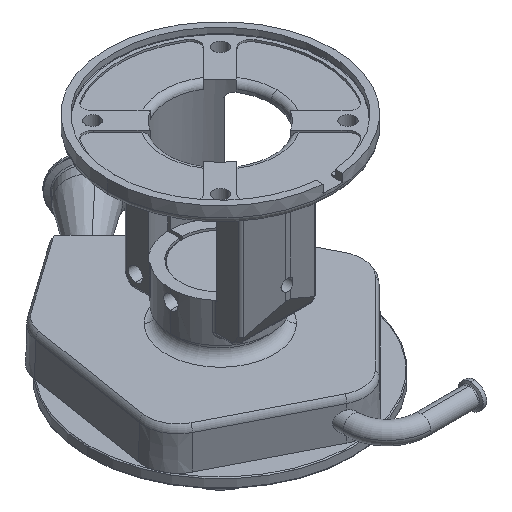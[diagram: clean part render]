
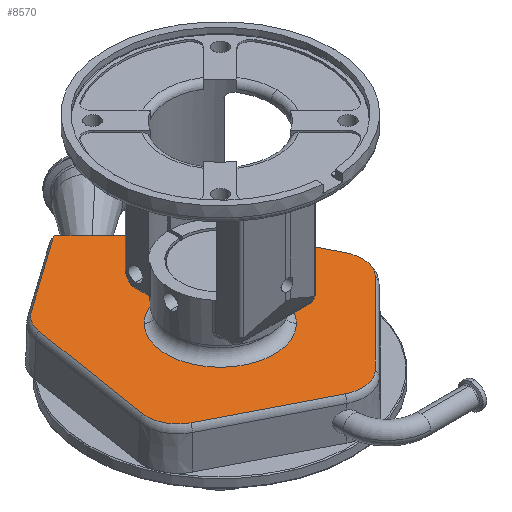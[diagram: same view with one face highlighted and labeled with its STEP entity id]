
A CAD part, isometric view. The second image highlights one B-rep face of the part: STEP entity #8570.
In plain terms, the highlighted planar face has unit normal (0, 0, 1).
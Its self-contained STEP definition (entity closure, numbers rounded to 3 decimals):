
#121 = VERTEX_POINT ( 'NONE', #2122 ) ;
#141 = CIRCLE ( 'NONE', #8497, 31.169 ) ;
#305 = CARTESIAN_POINT ( 'NONE',  ( 123.744, 123.744, -189. ) ) ;
#307 = VERTEX_POINT ( 'NONE', #363 ) ;
#363 = CARTESIAN_POINT ( 'NONE',  ( -119.44, -40.293, -189. ) ) ;
#419 = CARTESIAN_POINT ( 'NONE',  ( 12.046, -145.874, -189. ) ) ;
#651 = VERTEX_POINT ( 'NONE', #10239 ) ;
#654 = CARTESIAN_POINT ( 'NONE',  ( 52.073, 128.519, -189. ) ) ;
#958 = LINE ( 'NONE', #1964, #13373 ) ;
#1054 = ORIENTED_EDGE ( 'NONE', *, *, #10149, .F. ) ;
#1213 = CARTESIAN_POINT ( 'NONE',  ( 1.415, -126.047, -189. ) ) ;
#1400 = VERTEX_POINT ( 'NONE', #1213 ) ;
#1655 = VECTOR ( 'NONE', #13539, 1000. ) ;
#1863 = CIRCLE ( 'NONE', #9769, 55. ) ;
#1947 = DIRECTION ( 'NONE',  ( 0.707, -0.707, 0. ) ) ;
#1964 = CARTESIAN_POINT ( 'NONE',  ( -102.806, -72.944, -189. ) ) ;
#1978 = CARTESIAN_POINT ( 'NONE',  ( 38.891, -38.891, -189. ) ) ;
#2039 = VERTEX_POINT ( 'NONE', #1978 ) ;
#2041 = DIRECTION ( 'NONE',  ( 0., 0., -1. ) ) ;
#2072 = DIRECTION ( 'NONE',  ( 0., 0., 1. ) ) ;
#2122 = CARTESIAN_POINT ( 'NONE',  ( -10.264, 160.332, -189. ) ) ;
#2259 = DIRECTION ( 'NONE',  ( 0., 0., -1. ) ) ;
#2318 = CARTESIAN_POINT ( 'NONE',  ( -99.486, 85.602, -189. ) ) ;
#2351 = DIRECTION ( 'NONE',  ( 0., 0., 1. ) ) ;
#2456 = DIRECTION ( 'NONE',  ( 0.707, -0.707, 0. ) ) ;
#2616 = CARTESIAN_POINT ( 'NONE',  ( 100.078, 50.054, -189. ) ) ;
#2743 = LINE ( 'NONE', #419, #5049 ) ;
#2799 = VECTOR ( 'NONE', #5798, 1000. ) ;
#2828 = LINE ( 'NONE', #5936, #13904 ) ;
#2916 = CARTESIAN_POINT ( 'NONE',  ( -6.135, 154.505, -189. ) ) ;
#2948 = ORIENTED_EDGE ( 'NONE', *, *, #7105, .F. ) ;
#3028 = CARTESIAN_POINT ( 'NONE',  ( 98.275, -15.565, -189. ) ) ;
#3138 = CARTESIAN_POINT ( 'NONE',  ( -68.701, 80.723, -189. ) ) ;
#3156 = EDGE_CURVE ( 'NONE', #2039, #10670, #1863, .T. ) ;
#3213 = CARTESIAN_POINT ( 'NONE',  ( 37.605, -120.315, -189. ) ) ;
#3267 = DIRECTION ( 'NONE',  ( 0.707, -0.707, 0. ) ) ;
#3617 = ORIENTED_EDGE ( 'NONE', *, *, #4276, .F. ) ;
#3719 = VECTOR ( 'NONE', #7925, 1000. ) ;
#4050 = EDGE_CURVE ( 'NONE', #1400, #8127, #958, .T. ) ;
#4099 = ORIENTED_EDGE ( 'NONE', *, *, #13721, .F. ) ;
#4105 = DIRECTION ( 'NONE',  ( 0.707, -0.707, 0. ) ) ;
#4148 = CARTESIAN_POINT ( 'NONE',  ( 49.83, 129.466, -189. ) ) ;
#4158 = CARTESIAN_POINT ( 'NONE',  ( -68.701, 80.723, -189. ) ) ;
#4172 = VERTEX_POINT ( 'NONE', #4651 ) ;
#4230 = ORIENTED_EDGE ( 'NONE', *, *, #4050, .F. ) ;
#4276 = EDGE_CURVE ( 'NONE', #307, #10372, #9018, .T. ) ;
#4651 = CARTESIAN_POINT ( 'NONE',  ( 67.924, 113.783, -189. ) ) ;
#4670 = VERTEX_POINT ( 'NONE', #4148 ) ;
#4722 = EDGE_CURVE ( 'NONE', #4670, #7041, #9342, .T. ) ;
#4770 = LINE ( 'NONE', #12318, #3719 ) ;
#4875 = EDGE_CURVE ( 'NONE', #5981, #5422, #2743, .T. ) ;
#4879 = VERTEX_POINT ( 'NONE', #5851 ) ;
#4922 = EDGE_CURVE ( 'NONE', #4670, #11561, #12223, .T. ) ;
#5039 = AXIS2_PLACEMENT_3D ( 'NONE', #12031, #2351, #9947 ) ;
#5049 = VECTOR ( 'NONE', #7958, 1000. ) ;
#5051 = ORIENTED_EDGE ( 'NONE', *, *, #4875, .F. ) ;
#5111 = CARTESIAN_POINT ( 'NONE',  ( 15.565, -98.275, -189. ) ) ;
#5422 = VERTEX_POINT ( 'NONE', #3213 ) ;
#5521 = AXIS2_PLACEMENT_3D ( 'NONE', #3138, #8515, #12946 ) ;
#5631 = ORIENTED_EDGE ( 'NONE', *, *, #12162, .F. ) ;
#5658 = ORIENTED_EDGE ( 'NONE', *, *, #8475, .F. ) ;
#5701 = AXIS2_PLACEMENT_3D ( 'NONE', #4158, #2041, #10405 ) ;
#5718 = CARTESIAN_POINT ( 'NONE',  ( -88.655, -45.172, -189. ) ) ;
#5790 = CARTESIAN_POINT ( 'NONE',  ( -86.721, 106.155, -189. ) ) ;
#5798 = DIRECTION ( 'NONE',  ( -0.966, -0.259, 0. ) ) ;
#5851 = CARTESIAN_POINT ( 'NONE',  ( -90.741, 102.763, -189. ) ) ;
#5859 = DIRECTION ( 'NONE',  ( 0., 0., 1. ) ) ;
#5915 = CARTESIAN_POINT ( 'NONE',  ( 31.113, 124.451, -189. ) ) ;
#5936 = CARTESIAN_POINT ( 'NONE',  ( -159.395, 54.659, -189. ) ) ;
#5981 = VERTEX_POINT ( 'NONE', #6249 ) ;
#6249 = CARTESIAN_POINT ( 'NONE',  ( 120.315, -37.605, -189. ) ) ;
#6258 = DIRECTION ( 'NONE',  ( -0.891, 0.454, 0. ) ) ;
#6414 = ORIENTED_EDGE ( 'NONE', *, *, #9871, .T. ) ;
#6499 = DIRECTION ( 'NONE',  ( 0.707, -0.707, 0. ) ) ;
#6789 = ORIENTED_EDGE ( 'NONE', *, *, #7232, .F. ) ;
#6853 = DIRECTION ( 'NONE',  ( 0.45, -0.893, 0. ) ) ;
#6910 = CIRCLE ( 'NONE', #8724, 31.169 ) ;
#6990 = DIRECTION ( 'NONE',  ( 0.816, 0.578, 0. ) ) ;
#7041 = VERTEX_POINT ( 'NONE', #654 ) ;
#7105 = EDGE_CURVE ( 'NONE', #12736, #121, #2828, .T. ) ;
#7232 = EDGE_CURVE ( 'NONE', #651, #5981, #141, .T. ) ;
#7285 = CIRCLE ( 'NONE', #10979, 55. ) ;
#7498 = DIRECTION ( 'NONE',  ( 0., 0., 1. ) ) ;
#7678 = CARTESIAN_POINT ( 'NONE',  ( 40.096, 99.742, -189. ) ) ;
#7708 = FACE_BOUND ( 'NONE', #7842, .T. ) ;
#7766 = CARTESIAN_POINT ( 'NONE',  ( -6.083, 161.646, -189. ) ) ;
#7842 = EDGE_LOOP ( 'NONE', ( #12629, #8201 ) ) ;
#7870 = AXIS2_PLACEMENT_3D ( 'NONE', #305, #7498, #3267 ) ;
#7925 = DIRECTION ( 'NONE',  ( -0.707, 0.707, 0. ) ) ;
#7958 = DIRECTION ( 'NONE',  ( -0.707, -0.707, 0. ) ) ;
#7988 = CARTESIAN_POINT ( 'NONE',  ( 117.362, 147.561, -189. ) ) ;
#8071 = ORIENTED_EDGE ( 'NONE', *, *, #10129, .F. ) ;
#8100 = CARTESIAN_POINT ( 'NONE',  ( -119.44, -40.293, -189. ) ) ;
#8127 = VERTEX_POINT ( 'NONE', #13691 ) ;
#8195 = CIRCLE ( 'NONE', #5701, 31.169 ) ;
#8201 = ORIENTED_EDGE ( 'NONE', *, *, #9932, .F. ) ;
#8219 = AXIS2_PLACEMENT_3D ( 'NONE', #5718, #12369, #10075 ) ;
#8242 = AXIS2_PLACEMENT_3D ( 'NONE', #2916, #11637, #11573 ) ;
#8475 = EDGE_CURVE ( 'NONE', #5422, #1400, #12395, .T. ) ;
#8497 = AXIS2_PLACEMENT_3D ( 'NONE', #3028, #12704, #4105 ) ;
#8515 = DIRECTION ( 'NONE',  ( 0., 0., -1. ) ) ;
#8570 = ADVANCED_FACE ( 'NONE', ( #7708, #8634 ), #9733, .T. ) ;
#8634 = FACE_OUTER_BOUND ( 'NONE', #9117, .T. ) ;
#8724 = AXIS2_PLACEMENT_3D ( 'NONE', #7678, #2259, #6499 ) ;
#9018 = LINE ( 'NONE', #8100, #1655 ) ;
#9117 = EDGE_LOOP ( 'NONE', ( #9941, #13013, #6414, #13355, #2948, #9210, #5631, #3617, #1054, #4230, #5658, #5051, #6789, #8071, #4099 ) ) ;
#9210 = ORIENTED_EDGE ( 'NONE', *, *, #11681, .F. ) ;
#9342 = CIRCLE ( 'NONE', #5039, 228.831 ) ;
#9733 = PLANE ( 'NONE',  #7870 ) ;
#9769 = AXIS2_PLACEMENT_3D ( 'NONE', #11408, #5859, #2456 ) ;
#9871 = EDGE_CURVE ( 'NONE', #11561, #13395, #4770, .T. ) ;
#9932 = EDGE_CURVE ( 'NONE', #10670, #2039, #7285, .T. ) ;
#9939 = EDGE_CURVE ( 'NONE', #121, #13395, #11622, .T. ) ;
#9941 = ORIENTED_EDGE ( 'NONE', *, *, #4722, .F. ) ;
#9947 = DIRECTION ( 'NONE',  ( -0.707, 0.707, 0. ) ) ;
#10075 = DIRECTION ( 'NONE',  ( 0.707, -0.707, 0. ) ) ;
#10129 = EDGE_CURVE ( 'NONE', #4172, #651, #13572, .T. ) ;
#10149 = EDGE_CURVE ( 'NONE', #8127, #307, #10734, .T. ) ;
#10239 = CARTESIAN_POINT ( 'NONE',  ( 126.103, -1.525, -189. ) ) ;
#10372 = VERTEX_POINT ( 'NONE', #2318 ) ;
#10405 = DIRECTION ( 'NONE',  ( 0.707, -0.707, 0. ) ) ;
#10670 = VERTEX_POINT ( 'NONE', #11471 ) ;
#10734 = CIRCLE ( 'NONE', #8219, 31.169 ) ;
#10979 = AXIS2_PLACEMENT_3D ( 'NONE', #11766, #2072, #1947 ) ;
#11408 = CARTESIAN_POINT ( 'NONE',  ( 0., 0., -189. ) ) ;
#11471 = CARTESIAN_POINT ( 'NONE',  ( -38.891, 38.891, -189. ) ) ;
#11561 = VERTEX_POINT ( 'NONE', #5915 ) ;
#11573 = DIRECTION ( 'NONE',  ( 0.707, -0.707, 0. ) ) ;
#11622 = CIRCLE ( 'NONE', #8242, 7.141 ) ;
#11637 = DIRECTION ( 'NONE',  ( 0., 0., -1. ) ) ;
#11640 = CIRCLE ( 'NONE', #5521, 31.169 ) ;
#11681 = EDGE_CURVE ( 'NONE', #4879, #12736, #8195, .T. ) ;
#11766 = CARTESIAN_POINT ( 'NONE',  ( 0., 0., -189. ) ) ;
#12031 = CARTESIAN_POINT ( 'NONE',  ( 139.999, 339.783, -189. ) ) ;
#12162 = EDGE_CURVE ( 'NONE', #10372, #4879, #11640, .T. ) ;
#12223 = LINE ( 'NONE', #7988, #2799 ) ;
#12318 = CARTESIAN_POINT ( 'NONE',  ( 77.782, 77.782, -189. ) ) ;
#12369 = DIRECTION ( 'NONE',  ( 0., 0., -1. ) ) ;
#12395 = CIRCLE ( 'NONE', #13749, 31.169 ) ;
#12629 = ORIENTED_EDGE ( 'NONE', *, *, #3156, .F. ) ;
#12704 = DIRECTION ( 'NONE',  ( 0., 0., -1. ) ) ;
#12736 = VERTEX_POINT ( 'NONE', #5790 ) ;
#12814 = DIRECTION ( 'NONE',  ( 0.707, -0.707, 0. ) ) ;
#12940 = VECTOR ( 'NONE', #6853, 1000. ) ;
#12946 = DIRECTION ( 'NONE',  ( 0.707, -0.707, 0. ) ) ;
#13013 = ORIENTED_EDGE ( 'NONE', *, *, #4922, .T. ) ;
#13355 = ORIENTED_EDGE ( 'NONE', *, *, #9939, .F. ) ;
#13373 = VECTOR ( 'NONE', #6258, 1000. ) ;
#13395 = VERTEX_POINT ( 'NONE', #7766 ) ;
#13539 = DIRECTION ( 'NONE',  ( 0.157, 0.988, 0. ) ) ;
#13572 = LINE ( 'NONE', #2616, #12940 ) ;
#13675 = DIRECTION ( 'NONE',  ( 0., 0., -1. ) ) ;
#13691 = CARTESIAN_POINT ( 'NONE',  ( -102.806, -72.944, -189. ) ) ;
#13721 = EDGE_CURVE ( 'NONE', #7041, #4172, #6910, .T. ) ;
#13749 = AXIS2_PLACEMENT_3D ( 'NONE', #5111, #13675, #12814 ) ;
#13904 = VECTOR ( 'NONE', #6990, 1000. ) ;
